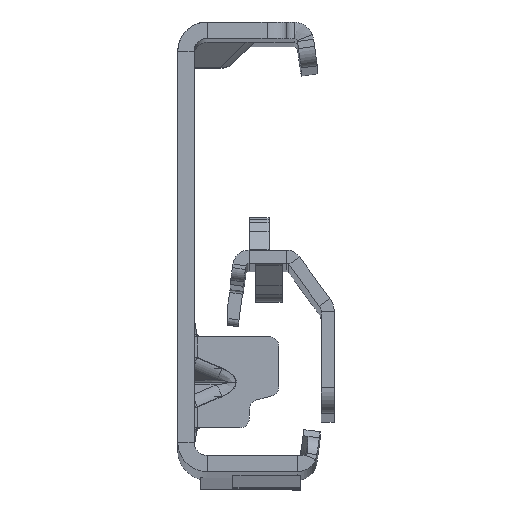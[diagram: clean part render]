
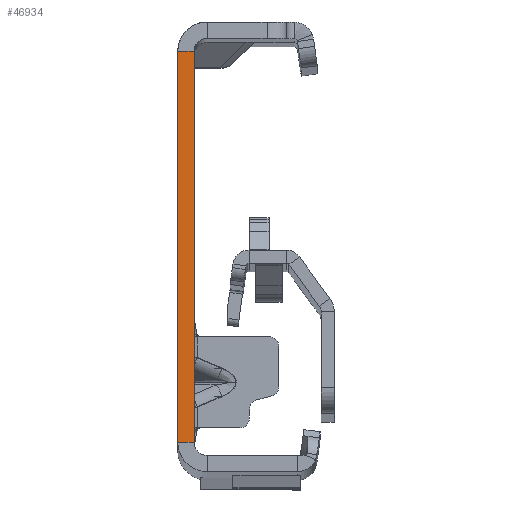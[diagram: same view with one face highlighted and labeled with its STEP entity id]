
A CAD part, top view. The second image highlights one B-rep face of the part: STEP entity #46934.
In plain terms, the highlighted planar face has unit normal (0, 0, 1).
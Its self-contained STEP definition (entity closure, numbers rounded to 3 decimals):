
#1488 = CARTESIAN_POINT ( 'NONE',  ( -2.5, -30., 0. ) ) ;
#3001 = CARTESIAN_POINT ( 'NONE',  ( -2.5, 30., 0. ) ) ;
#3764 = VECTOR ( 'NONE', #39490, 1000. ) ;
#4451 = ORIENTED_EDGE ( 'NONE', *, *, #42427, .F. ) ;
#7745 = VERTEX_POINT ( 'NONE', #1488 ) ;
#10817 = EDGE_CURVE ( 'NONE', #42632, #31932, #15289, .T. ) ;
#11648 = FACE_OUTER_BOUND ( 'NONE', #25807, .T. ) ;
#13005 = CARTESIAN_POINT ( 'NONE',  ( 0., -32., 0. ) ) ;
#13385 = ORIENTED_EDGE ( 'NONE', *, *, #10817, .T. ) ;
#15050 = DIRECTION ( 'NONE',  ( -1., 0., 0. ) ) ;
#15289 = LINE ( 'NONE', #29785, #47837 ) ;
#15759 = CARTESIAN_POINT ( 'NONE',  ( -2.5, -32., 0. ) ) ;
#16137 = PLANE ( 'NONE',  #40378 ) ;
#18512 = EDGE_CURVE ( 'NONE', #23030, #7745, #36602, .T. ) ;
#23030 = VERTEX_POINT ( 'NONE', #34149 ) ;
#25807 = EDGE_LOOP ( 'NONE', ( #4451, #13385, #26731, #40073 ) ) ;
#26731 = ORIENTED_EDGE ( 'NONE', *, *, #45870, .T. ) ;
#27657 = DIRECTION ( 'NONE',  ( 0., 0., 1. ) ) ;
#27809 = LINE ( 'NONE', #13005, #3764 ) ;
#29609 = CARTESIAN_POINT ( 'NONE',  ( 0., -30., 0. ) ) ;
#29785 = CARTESIAN_POINT ( 'NONE',  ( 0., 30., 0. ) ) ;
#31377 = CARTESIAN_POINT ( 'NONE',  ( -2.5, -32., 0. ) ) ;
#31486 = DIRECTION ( 'NONE',  ( 0., -1., 0. ) ) ;
#31932 = VERTEX_POINT ( 'NONE', #3001 ) ;
#33368 = DIRECTION ( 'NONE',  ( -1., 0., 0. ) ) ;
#34121 = VECTOR ( 'NONE', #33368, 1000. ) ;
#34149 = CARTESIAN_POINT ( 'NONE',  ( 0., -30., 0. ) ) ;
#34813 = VECTOR ( 'NONE', #31486, 1000. ) ;
#36602 = LINE ( 'NONE', #29609, #34121 ) ;
#39106 = DIRECTION ( 'NONE',  ( 1., 0., 0. ) ) ;
#39490 = DIRECTION ( 'NONE',  ( 0., -1., 0. ) ) ;
#40073 = ORIENTED_EDGE ( 'NONE', *, *, #18512, .F. ) ;
#40378 = AXIS2_PLACEMENT_3D ( 'NONE', #31377, #27657, #39106 ) ;
#42427 = EDGE_CURVE ( 'NONE', #42632, #23030, #27809, .T. ) ;
#42451 = LINE ( 'NONE', #15759, #34813 ) ;
#42632 = VERTEX_POINT ( 'NONE', #48910 ) ;
#45870 = EDGE_CURVE ( 'NONE', #31932, #7745, #42451, .T. ) ;
#46934 = ADVANCED_FACE ( 'NONE', ( #11648 ), #16137, .T. ) ;
#47837 = VECTOR ( 'NONE', #15050, 1000. ) ;
#48910 = CARTESIAN_POINT ( 'NONE',  ( 0., 30., 0. ) ) ;
